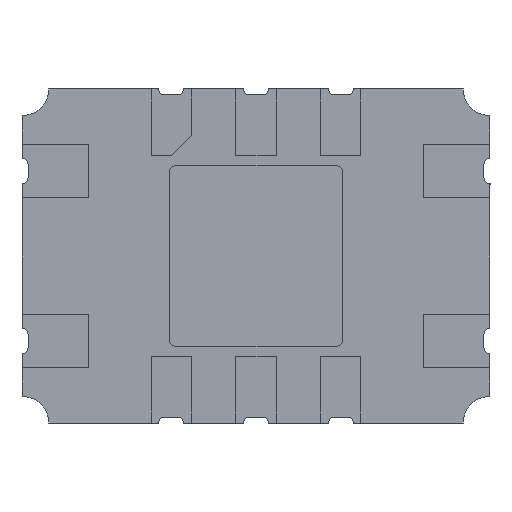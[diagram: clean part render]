
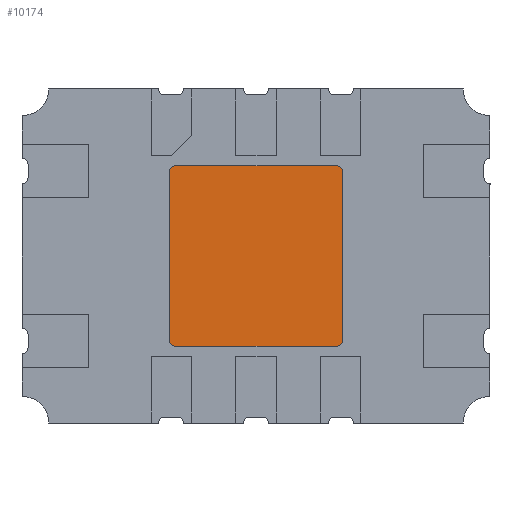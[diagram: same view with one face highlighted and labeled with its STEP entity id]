
A CAD part, front view. The second image highlights one B-rep face of the part: STEP entity #10174.
In plain terms, the highlighted planar face has unit normal (0, -1, 0).
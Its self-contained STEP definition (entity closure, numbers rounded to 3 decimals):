
#17 = VERTEX_POINT ( 'NONE', #8496 ) ;
#46 = AXIS2_PLACEMENT_3D ( 'NONE', #14226, #21193, #5287 ) ;
#255 = CARTESIAN_POINT ( 'NONE',  ( -1.3, 0., -1.25 ) ) ;
#478 = DIRECTION ( 'NONE',  ( 0., 0., 1. ) ) ;
#1044 = CARTESIAN_POINT ( 'NONE',  ( 1.3, 0., 1.25 ) ) ;
#1193 = DIRECTION ( 'NONE',  ( -1., 0., 0. ) ) ;
#1359 = VERTEX_POINT ( 'NONE', #5509 ) ;
#2087 = CARTESIAN_POINT ( 'NONE',  ( -1.2, 0., -1.25 ) ) ;
#2117 = CIRCLE ( 'NONE', #6907, 0.1 ) ;
#2164 = LINE ( 'NONE', #7185, #11304 ) ;
#2390 = DIRECTION ( 'NONE',  ( 0., 0., -1. ) ) ;
#2700 = ORIENTED_EDGE ( 'NONE', *, *, #10728, .F. ) ;
#2759 = CIRCLE ( 'NONE', #11624, 0.1 ) ;
#3203 = VERTEX_POINT ( 'NONE', #16181 ) ;
#3405 = VERTEX_POINT ( 'NONE', #5597 ) ;
#3594 = AXIS2_PLACEMENT_3D ( 'NONE', #7788, #16588, #22068 ) ;
#3685 = DIRECTION ( 'NONE',  ( 0., 0., 1. ) ) ;
#4605 = VERTEX_POINT ( 'NONE', #5529 ) ;
#4636 = ORIENTED_EDGE ( 'NONE', *, *, #16300, .F. ) ;
#5287 = DIRECTION ( 'NONE',  ( 0., 0., 1. ) ) ;
#5509 = CARTESIAN_POINT ( 'NONE',  ( 1.2, 0., 1.35 ) ) ;
#5529 = CARTESIAN_POINT ( 'NONE',  ( 1.2, 0., -1.35 ) ) ;
#5597 = CARTESIAN_POINT ( 'NONE',  ( -1.2, 0., 1.35 ) ) ;
#5637 = DIRECTION ( 'NONE',  ( 0., 1., 0. ) ) ;
#5867 = LINE ( 'NONE', #1044, #13118 ) ;
#6620 = ORIENTED_EDGE ( 'NONE', *, *, #17694, .F. ) ;
#6825 = VERTEX_POINT ( 'NONE', #10807 ) ;
#6907 = AXIS2_PLACEMENT_3D ( 'NONE', #8851, #15803, #17203 ) ;
#7024 = CIRCLE ( 'NONE', #46, 0.1 ) ;
#7185 = CARTESIAN_POINT ( 'NONE',  ( -1.2, 0., 1.35 ) ) ;
#7418 = EDGE_CURVE ( 'NONE', #6825, #20868, #2759, .T. ) ;
#7788 = CARTESIAN_POINT ( 'NONE',  ( -1.2, 0., 1.25 ) ) ;
#7863 = EDGE_CURVE ( 'NONE', #8220, #3203, #5867, .T. ) ;
#8220 = VERTEX_POINT ( 'NONE', #18695 ) ;
#8496 = CARTESIAN_POINT ( 'NONE',  ( -1.3, 0., 1.25 ) ) ;
#8851 = CARTESIAN_POINT ( 'NONE',  ( -1.2, 0., 1.25 ) ) ;
#9265 = CARTESIAN_POINT ( 'NONE',  ( -1.3, 0., -1.25 ) ) ;
#10174 = ADVANCED_FACE ( 'NONE', ( #20118 ), #13476, .F. ) ;
#10728 = EDGE_CURVE ( 'NONE', #4605, #6825, #14022, .T. ) ;
#10807 = CARTESIAN_POINT ( 'NONE',  ( -1.2, 0., -1.35 ) ) ;
#11067 = CARTESIAN_POINT ( 'NONE',  ( 1.2, 0., 1.25 ) ) ;
#11304 = VECTOR ( 'NONE', #19421, 1000. ) ;
#11517 = ORIENTED_EDGE ( 'NONE', *, *, #19267, .F. ) ;
#11624 = AXIS2_PLACEMENT_3D ( 'NONE', #2087, #17839, #12736 ) ;
#12736 = DIRECTION ( 'NONE',  ( 0., 0., 1. ) ) ;
#12801 = CIRCLE ( 'NONE', #15383, 0.1 ) ;
#13068 = EDGE_LOOP ( 'NONE', ( #6620, #11517, #17085, #2700, #20020, #18327, #14591, #4636 ) ) ;
#13118 = VECTOR ( 'NONE', #2390, 1000. ) ;
#13476 = PLANE ( 'NONE',  #3594 ) ;
#13556 = CARTESIAN_POINT ( 'NONE',  ( 1.2, 0., -1.35 ) ) ;
#13883 = VECTOR ( 'NONE', #478, 1000. ) ;
#14022 = LINE ( 'NONE', #13556, #16180 ) ;
#14226 = CARTESIAN_POINT ( 'NONE',  ( 1.2, 0., -1.25 ) ) ;
#14591 = ORIENTED_EDGE ( 'NONE', *, *, #14731, .F. ) ;
#14731 = EDGE_CURVE ( 'NONE', #1359, #8220, #12801, .T. ) ;
#15383 = AXIS2_PLACEMENT_3D ( 'NONE', #11067, #5637, #3685 ) ;
#15803 = DIRECTION ( 'NONE',  ( 0., 1., 0. ) ) ;
#16180 = VECTOR ( 'NONE', #1193, 1000. ) ;
#16181 = CARTESIAN_POINT ( 'NONE',  ( 1.3, 0., -1.25 ) ) ;
#16300 = EDGE_CURVE ( 'NONE', #3405, #1359, #2164, .T. ) ;
#16588 = DIRECTION ( 'NONE',  ( 0., 1., 0. ) ) ;
#17085 = ORIENTED_EDGE ( 'NONE', *, *, #7418, .F. ) ;
#17203 = DIRECTION ( 'NONE',  ( 0., 0., 1. ) ) ;
#17694 = EDGE_CURVE ( 'NONE', #17, #3405, #2117, .T. ) ;
#17839 = DIRECTION ( 'NONE',  ( 0., 1., 0. ) ) ;
#18090 = LINE ( 'NONE', #9265, #13883 ) ;
#18327 = ORIENTED_EDGE ( 'NONE', *, *, #7863, .F. ) ;
#18695 = CARTESIAN_POINT ( 'NONE',  ( 1.3, 0., 1.25 ) ) ;
#19267 = EDGE_CURVE ( 'NONE', #20868, #17, #18090, .T. ) ;
#19421 = DIRECTION ( 'NONE',  ( 1., 0., 0. ) ) ;
#20020 = ORIENTED_EDGE ( 'NONE', *, *, #22842, .F. ) ;
#20118 = FACE_OUTER_BOUND ( 'NONE', #13068, .T. ) ;
#20868 = VERTEX_POINT ( 'NONE', #255 ) ;
#21193 = DIRECTION ( 'NONE',  ( 0., 1., 0. ) ) ;
#22068 = DIRECTION ( 'NONE',  ( 0., 0., 1. ) ) ;
#22842 = EDGE_CURVE ( 'NONE', #3203, #4605, #7024, .T. ) ;
